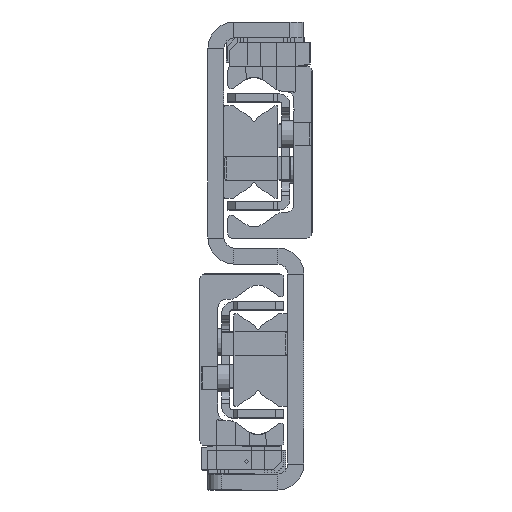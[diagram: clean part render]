
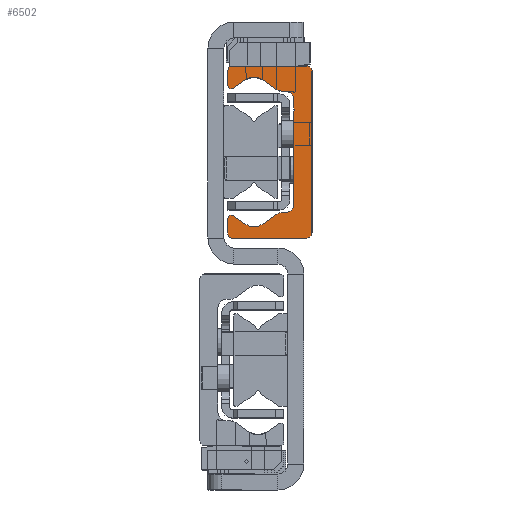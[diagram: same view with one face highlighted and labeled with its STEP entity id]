
A CAD part, left-side view. The second image highlights one B-rep face of the part: STEP entity #6502.
In plain terms, the highlighted planar face has unit normal (-1, 0, 0).
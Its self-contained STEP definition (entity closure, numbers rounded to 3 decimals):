
#5252=CARTESIAN_POINT('',(0.0,6.,-13.2));
#5253=VERTEX_POINT('',#5252);
#5260=CARTESIAN_POINT('',(0.0,4.,-15.2));
#5261=VERTEX_POINT('',#5260);
#5262=CARTESIAN_POINT('',(0.0,4.,-13.2));
#5263=DIRECTION('',(-1.0,0.0,0.0));
#5264=DIRECTION('',(0.0,0.0,1.0));
#5265=AXIS2_PLACEMENT_3D('',#5262,#5263,#5264);
#5266=CIRCLE('',#5265,2.);
#5267=EDGE_CURVE('',#5253,#5261,#5266,.T.);
#5316=CARTESIAN_POINT('',(0.0,2.869,-15.2));
#5317=VERTEX_POINT('',#5316);
#5318=CARTESIAN_POINT('',(0.0,4.,-15.2));
#5319=DIRECTION('',(0.0,-1.0,0.0));
#5320=VECTOR('',#5319,1.131);
#5321=LINE('',#5318,#5320);
#5322=EDGE_CURVE('',#5261,#5317,#5321,.T.);
#5365=CARTESIAN_POINT('',(0.0,1.722,-15.562));
#5366=VERTEX_POINT('',#5365);
#5367=CARTESIAN_POINT('',(0.0,2.869,-17.2));
#5368=DIRECTION('',(1.0,0.0,0.0));
#5369=DIRECTION('',(0.0,0.0,1.0));
#5370=AXIS2_PLACEMENT_3D('',#5367,#5368,#5369);
#5371=CIRCLE('',#5370,2.0);
#5372=EDGE_CURVE('',#5317,#5366,#5371,.T.);
#5571=CARTESIAN_POINT('',(0.0,10.5,20.25));
#5572=VERTEX_POINT('',#5571);
#5579=CARTESIAN_POINT('',(0.0,9.25,21.5));
#5580=VERTEX_POINT('',#5579);
#5581=CARTESIAN_POINT('',(0.0,9.25,20.25));
#5582=DIRECTION('',(1.0,0.0,0.0));
#5583=DIRECTION('',(0.0,1.0,0.0));
#5584=AXIS2_PLACEMENT_3D('',#5581,#5582,#5583);
#5585=CIRCLE('',#5584,1.25);
#5586=EDGE_CURVE('',#5572,#5580,#5585,.T.);
#5610=CARTESIAN_POINT('',(0.0,10.5,-20.25));
#5611=VERTEX_POINT('',#5610);
#5618=CARTESIAN_POINT('',(0.0,10.5,-20.25));
#5619=DIRECTION('',(0.0,0.0,1.0));
#5620=VECTOR('',#5619,40.5);
#5621=LINE('',#5618,#5620);
#5622=EDGE_CURVE('',#5611,#5572,#5621,.T.);
#5708=CARTESIAN_POINT('',(0.0,9.25,-21.5));
#5709=VERTEX_POINT('',#5708);
#5716=CARTESIAN_POINT('',(0.0,9.25,-20.25));
#5717=DIRECTION('',(1.0,0.0,0.0));
#5718=DIRECTION('',(0.0,0.0,-1.0));
#5719=AXIS2_PLACEMENT_3D('',#5716,#5717,#5718);
#5720=CIRCLE('',#5719,1.25);
#5721=EDGE_CURVE('',#5709,#5611,#5720,.T.);
#5740=CARTESIAN_POINT('',(0.0,-9.5,-21.5));
#5741=VERTEX_POINT('',#5740);
#5748=CARTESIAN_POINT('',(0.0,-9.5,-21.5));
#5749=DIRECTION('',(0.0,1.0,0.0));
#5750=VECTOR('',#5749,18.75);
#5751=LINE('',#5748,#5750);
#5752=EDGE_CURVE('',#5741,#5709,#5751,.T.);
#5784=CARTESIAN_POINT('',(0.0,-10.5,-20.5));
#5785=VERTEX_POINT('',#5784);
#5792=CARTESIAN_POINT('',(0.0,-9.5,-20.5));
#5793=DIRECTION('',(1.0,0.0,0.0));
#5794=DIRECTION('',(0.0,-1.0,0.0));
#5795=AXIS2_PLACEMENT_3D('',#5792,#5793,#5794);
#5796=CIRCLE('',#5795,1.);
#5797=EDGE_CURVE('',#5785,#5741,#5796,.T.);
#5816=CARTESIAN_POINT('',(0.0,-10.5,-16.65));
#5817=VERTEX_POINT('',#5816);
#5824=CARTESIAN_POINT('',(0.0,-10.5,-16.65));
#5825=DIRECTION('',(0.0,0.0,-1.0));
#5826=VECTOR('',#5825,3.85);
#5827=LINE('',#5824,#5826);
#5828=EDGE_CURVE('',#5817,#5785,#5827,.T.);
#5848=CARTESIAN_POINT('',(0.0,-9.162,-15.954));
#5849=VERTEX_POINT('',#5848);
#5856=CARTESIAN_POINT('',(0.0,-9.65,-16.65));
#5857=DIRECTION('',(1.0,0.0,0.0));
#5858=DIRECTION('',(0.0,0.574,0.819));
#5859=AXIS2_PLACEMENT_3D('',#5856,#5857,#5858);
#5860=CIRCLE('',#5859,0.85);
#5861=EDGE_CURVE('',#5849,#5817,#5860,.T.);
#5880=CARTESIAN_POINT('',(0.0,-6.294,-17.962));
#5881=VERTEX_POINT('',#5880);
#5888=CARTESIAN_POINT('',(0.0,-6.294,-17.962));
#5889=DIRECTION('',(0.0,-0.819,0.574));
#5890=VECTOR('',#5889,3.501);
#5891=LINE('',#5888,#5890);
#5892=EDGE_CURVE('',#5881,#5849,#5891,.T.);
#5912=CARTESIAN_POINT('',(0.0,-1.706,-17.962));
#5913=VERTEX_POINT('',#5912);
#5920=CARTESIAN_POINT('',(0.0,-4.,-14.685));
#5921=DIRECTION('',(-1.0,0.0,0.0));
#5922=DIRECTION('',(0.0,0.574,0.819));
#5923=AXIS2_PLACEMENT_3D('',#5920,#5921,#5922);
#5924=CIRCLE('',#5923,4.0);
#5925=EDGE_CURVE('',#5913,#5881,#5924,.T.);
#5951=CARTESIAN_POINT('',(0.0,1.722,-15.562));
#5952=DIRECTION('',(0.0,-0.819,-0.574));
#5953=VECTOR('',#5952,4.185);
#5954=LINE('',#5951,#5953);
#5955=EDGE_CURVE('',#5366,#5913,#5954,.T.);
#6010=CARTESIAN_POINT('',(0.0,6.,-10.75));
#6011=VERTEX_POINT('',#6010);
#6018=CARTESIAN_POINT('',(0.0,6.,-10.75));
#6019=DIRECTION('',(0.0,0.0,-1.0));
#6020=VECTOR('',#6019,2.45);
#6021=LINE('',#6018,#6020);
#6022=EDGE_CURVE('',#6011,#5253,#6021,.T.);
#6042=CARTESIAN_POINT('',(0.0,6.,-10.25));
#6043=VERTEX_POINT('',#6042);
#6050=CARTESIAN_POINT('',(0.0,6.,-10.5));
#6051=DIRECTION('',(-1.0,0.0,0.0));
#6052=DIRECTION('',(0.0,0.0,1.0));
#6053=AXIS2_PLACEMENT_3D('',#6050,#6051,#6052);
#6054=CIRCLE('',#6053,0.25);
#6055=EDGE_CURVE('',#6043,#6011,#6054,.T.);
#6074=CARTESIAN_POINT('',(0.0,6.,13.2));
#6075=VERTEX_POINT('',#6074);
#6082=CARTESIAN_POINT('',(0.0,6.,13.2));
#6083=DIRECTION('',(0.0,0.0,-1.0));
#6084=VECTOR('',#6083,23.45);
#6085=LINE('',#6082,#6084);
#6086=EDGE_CURVE('',#6075,#6043,#6085,.T.);
#6172=CARTESIAN_POINT('',(0.0,4.,15.2));
#6173=VERTEX_POINT('',#6172);
#6180=CARTESIAN_POINT('',(0.0,4.,13.2));
#6181=DIRECTION('',(-1.0,0.0,0.0));
#6182=DIRECTION('',(0.0,-1.0,0.0));
#6183=AXIS2_PLACEMENT_3D('',#6180,#6181,#6182);
#6184=CIRCLE('',#6183,2.);
#6185=EDGE_CURVE('',#6173,#6075,#6184,.T.);
#6204=CARTESIAN_POINT('',(0.0,2.869,15.2));
#6205=VERTEX_POINT('',#6204);
#6212=CARTESIAN_POINT('',(0.0,2.869,15.2));
#6213=DIRECTION('',(0.0,1.0,0.0));
#6214=VECTOR('',#6213,1.131);
#6215=LINE('',#6212,#6214);
#6216=EDGE_CURVE('',#6205,#6173,#6215,.T.);
#6236=CARTESIAN_POINT('',(0.0,1.722,15.562));
#6237=VERTEX_POINT('',#6236);
#6244=CARTESIAN_POINT('',(0.0,2.869,17.2));
#6245=DIRECTION('',(1.0,0.0,0.0));
#6246=DIRECTION('',(0.0,-0.574,-0.819));
#6247=AXIS2_PLACEMENT_3D('',#6244,#6245,#6246);
#6248=CIRCLE('',#6247,2.0);
#6249=EDGE_CURVE('',#6237,#6205,#6248,.T.);
#6268=CARTESIAN_POINT('',(0.0,-1.706,17.962));
#6269=VERTEX_POINT('',#6268);
#6276=CARTESIAN_POINT('',(0.0,-1.706,17.962));
#6277=DIRECTION('',(0.0,0.819,-0.574));
#6278=VECTOR('',#6277,4.185);
#6279=LINE('',#6276,#6278);
#6280=EDGE_CURVE('',#6269,#6237,#6279,.T.);
#6300=CARTESIAN_POINT('',(0.0,-6.294,17.962));
#6301=VERTEX_POINT('',#6300);
#6308=CARTESIAN_POINT('',(0.0,-4.,14.685));
#6309=DIRECTION('',(-1.0,0.0,0.0));
#6310=DIRECTION('',(0.0,-0.574,-0.819));
#6311=AXIS2_PLACEMENT_3D('',#6308,#6309,#6310);
#6312=CIRCLE('',#6311,4.0);
#6313=EDGE_CURVE('',#6301,#6269,#6312,.T.);
#6332=CARTESIAN_POINT('',(0.0,-9.162,15.954));
#6333=VERTEX_POINT('',#6332);
#6340=CARTESIAN_POINT('',(0.0,-9.162,15.954));
#6341=DIRECTION('',(0.0,0.819,0.574));
#6342=VECTOR('',#6341,3.501);
#6343=LINE('',#6340,#6342);
#6344=EDGE_CURVE('',#6333,#6301,#6343,.T.);
#6364=CARTESIAN_POINT('',(0.0,-10.5,16.65));
#6365=VERTEX_POINT('',#6364);
#6372=CARTESIAN_POINT('',(0.0,-9.65,16.65));
#6373=DIRECTION('',(1.0,0.0,0.0));
#6374=DIRECTION('',(0.0,-1.0,0.0));
#6375=AXIS2_PLACEMENT_3D('',#6372,#6373,#6374);
#6376=CIRCLE('',#6375,0.85);
#6377=EDGE_CURVE('',#6365,#6333,#6376,.T.);
#6396=CARTESIAN_POINT('',(0.0,-10.5,20.5));
#6397=VERTEX_POINT('',#6396);
#6404=CARTESIAN_POINT('',(0.0,-10.5,20.5));
#6405=DIRECTION('',(0.0,0.0,-1.0));
#6406=VECTOR('',#6405,3.85);
#6407=LINE('',#6404,#6406);
#6408=EDGE_CURVE('',#6397,#6365,#6407,.T.);
#6428=CARTESIAN_POINT('',(0.0,-9.5,21.5));
#6429=VERTEX_POINT('',#6428);
#6436=CARTESIAN_POINT('',(0.0,-9.5,20.5));
#6437=DIRECTION('',(1.0,0.0,0.0));
#6438=DIRECTION('',(0.0,0.0,1.0));
#6439=AXIS2_PLACEMENT_3D('',#6436,#6437,#6438);
#6440=CIRCLE('',#6439,1.);
#6441=EDGE_CURVE('',#6429,#6397,#6440,.T.);
#6459=CARTESIAN_POINT('',(0.0,9.25,21.5));
#6460=DIRECTION('',(0.0,-1.0,0.0));
#6461=VECTOR('',#6460,18.75);
#6462=LINE('',#6459,#6461);
#6463=EDGE_CURVE('',#5580,#6429,#6462,.T.);
#6469=CARTESIAN_POINT('',(0.0,2.66,-0.019));
#6470=DIRECTION('',(1.0,0.0,0.0));
#6471=DIRECTION('',(0.0,0.0,-1.0));
#6472=AXIS2_PLACEMENT_3D('',#6469,#6470,#6471);
#6473=PLANE('',#6472);
#6474=ORIENTED_EDGE('',*,*,#6463,.F.);
#6475=ORIENTED_EDGE('',*,*,#5586,.F.);
#6476=ORIENTED_EDGE('',*,*,#5622,.F.);
#6477=ORIENTED_EDGE('',*,*,#5721,.F.);
#6478=ORIENTED_EDGE('',*,*,#5752,.F.);
#6479=ORIENTED_EDGE('',*,*,#5797,.F.);
#6480=ORIENTED_EDGE('',*,*,#5828,.F.);
#6481=ORIENTED_EDGE('',*,*,#5861,.F.);
#6482=ORIENTED_EDGE('',*,*,#5892,.F.);
#6483=ORIENTED_EDGE('',*,*,#5925,.F.);
#6484=ORIENTED_EDGE('',*,*,#5955,.F.);
#6485=ORIENTED_EDGE('',*,*,#5372,.F.);
#6486=ORIENTED_EDGE('',*,*,#5322,.F.);
#6487=ORIENTED_EDGE('',*,*,#5267,.F.);
#6488=ORIENTED_EDGE('',*,*,#6022,.F.);
#6489=ORIENTED_EDGE('',*,*,#6055,.F.);
#6490=ORIENTED_EDGE('',*,*,#6086,.F.);
#6491=ORIENTED_EDGE('',*,*,#6185,.F.);
#6492=ORIENTED_EDGE('',*,*,#6216,.F.);
#6493=ORIENTED_EDGE('',*,*,#6249,.F.);
#6494=ORIENTED_EDGE('',*,*,#6280,.F.);
#6495=ORIENTED_EDGE('',*,*,#6313,.F.);
#6496=ORIENTED_EDGE('',*,*,#6344,.F.);
#6497=ORIENTED_EDGE('',*,*,#6377,.F.);
#6498=ORIENTED_EDGE('',*,*,#6408,.F.);
#6499=ORIENTED_EDGE('',*,*,#6441,.F.);
#6500=EDGE_LOOP('',(#6474,#6475,#6476,#6477,#6478,#6479,#6480,#6481,#6482,#6483,#6484,#6485,#6486,#6487,#6488,#6489,#6490,#6491,#6492,#6493,#6494,#6495,#6496,#6497,#6498,#6499));
#6501=FACE_OUTER_BOUND('',#6500,.T.);
#6502=ADVANCED_FACE('',(#6501),#6473,.F.);
